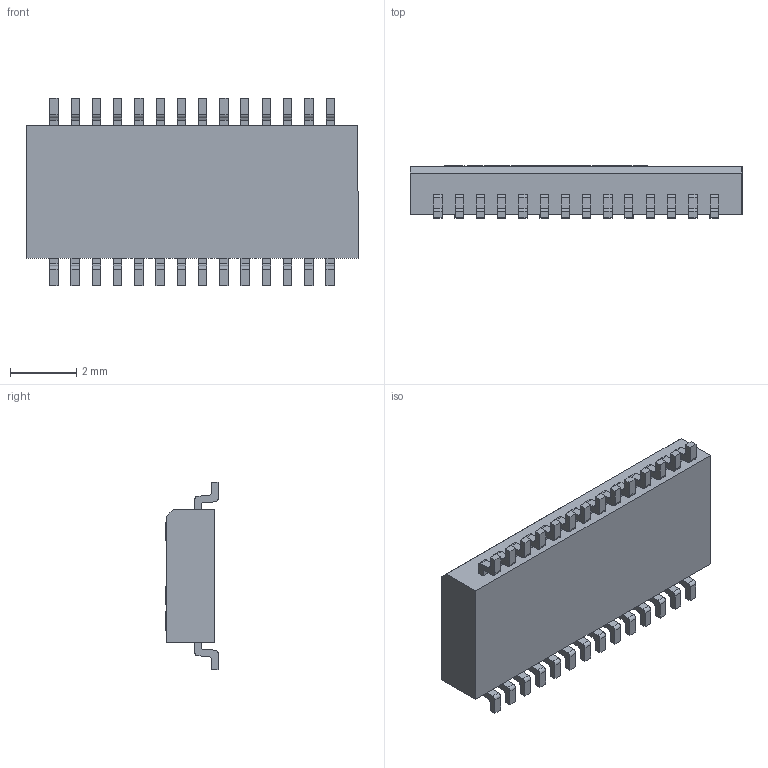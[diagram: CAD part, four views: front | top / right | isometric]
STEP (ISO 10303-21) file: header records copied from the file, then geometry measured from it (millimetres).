
FILE_DESCRIPTION (( 'STEP AP203' ), '1' );
FILE_NAME ('FE11s USB HUB.STEP', '2020-06-01T15:30:12', ( '' ), ( '' ), 'SwSTEP 2.0', 'SolidWorks 2020', '' );
FILE_SCHEMA (( 'CONFIG_CONTROL_DESIGN' ));
Length unit declared in the file: millimetre
Products named in the file (3): FE11s USB HUB; chip; pin
Assembly tree (29 placements, depth 2):
  FE11s USB HUB
    chip
    pin  x28
Bounding box: 10 x 1.57 x 5.65 mm (x, y, z)
Volume: 59.6 mm3; surface area: 155.3 mm2
Topology: 29 solids, 29 shells, 786 faces, 2052 edges, 1368 vertices
Faces by surface type: plane 493, bspline 179, cylinder 114
Entity records: 23311 total; most frequent: CARTESIAN_POINT 13259, ORIENTED_EDGE 2160, DIRECTION 1256, EDGE_CURVE 1080, VERTEX_POINT 720, LINE 710, VECTOR 710, EDGE_LOOP 452
